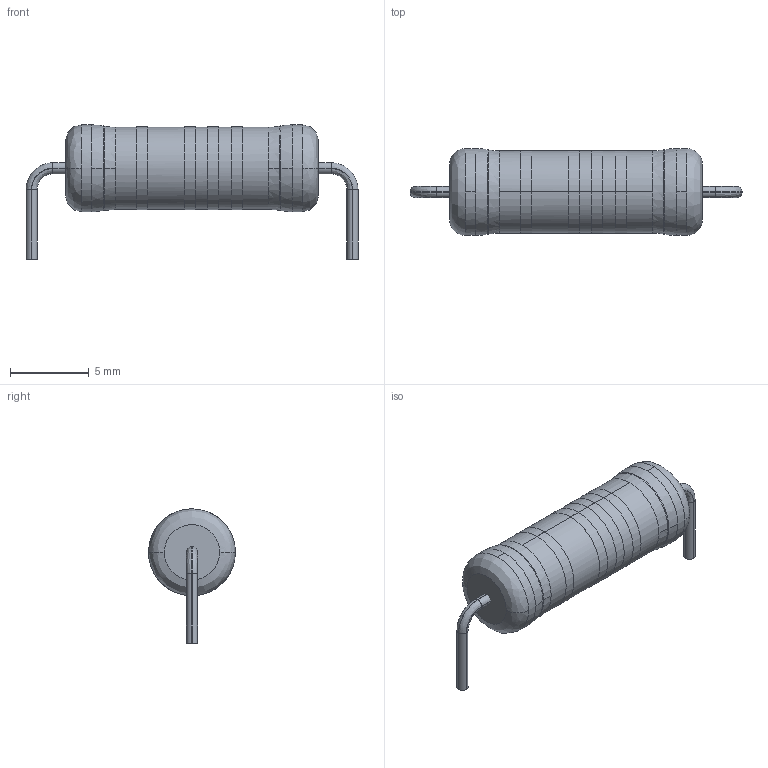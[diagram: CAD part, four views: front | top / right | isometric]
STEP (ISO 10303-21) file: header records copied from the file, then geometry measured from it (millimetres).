
FILE_DESCRIPTION (( 'STEP AP214' ), '1' );
FILE_NAME ('User Library-RES-2W.STEP', '2014-03-11T09:12:00', ( 'Windows User' ), ( '' ), 'SwSTEP 2.0', 'SolidWorks 2014', '' );
FILE_SCHEMA (( 'AUTOMOTIVE_DESIGN' ));
Length unit declared in the file: millimetre
Products named in the file (7): User Library-RES-2W_RES_2W003; User Library-RES-2W_RES_2W006; User Library-RES-2W_RES_2W005; User Library-RES-2W_Fusion; User Library-RES-2W_RES_2W004; User Library-RES-2W_RES_2W002; User Library-RES-2W
Assembly tree (6 placements, depth 2):
  User Library-RES-2W
    User Library-RES-2W_RES_2W002
    User Library-RES-2W_RES_2W004
    User Library-RES-2W_Fusion
    User Library-RES-2W_RES_2W005
    User Library-RES-2W_RES_2W006
    User Library-RES-2W_RES_2W003
Bounding box: 21.02 x 5.5 x 8.5 mm (x, y, z)
Volume: 411.2 mm3; surface area: 551.1 mm2
Topology: 7 solids, 7 shells, 84 faces, 194 edges, 124 vertices
Faces by surface type: cylinder 34, plane 26, bspline 20, cone 4
Entity records: 4337 total; most frequent: CARTESIAN_POINT 1351, ORIENTED_EDGE 388, DIRECTION 356, EDGE_CURVE 194, AXIS2_PLACEMENT_3D 141, VERTEX_POINT 124, UNCERTAINTY_MEASURE_WITH_UNIT 104, SURFACE_SIDE_STYLE 97
